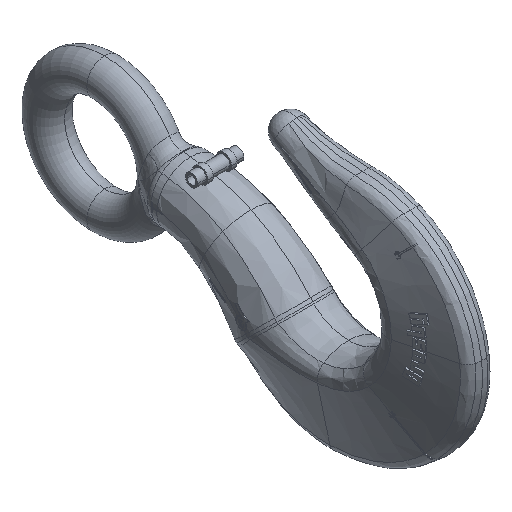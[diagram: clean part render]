
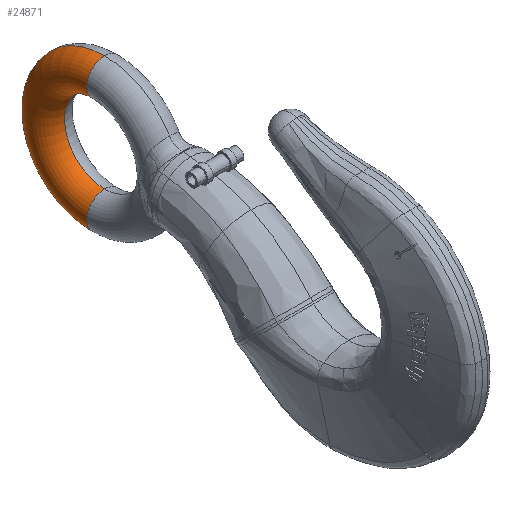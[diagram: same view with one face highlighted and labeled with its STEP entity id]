
A CAD part, isometric view. The second image highlights one B-rep face of the part: STEP entity #24871.
In plain terms, the highlighted toroidal (fillet/blend) face has major radius 104.394 mm and minor radius 32.131 mm.
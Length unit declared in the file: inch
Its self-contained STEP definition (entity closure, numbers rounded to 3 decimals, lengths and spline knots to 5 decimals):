
#6715=CARTESIAN_POINT('',(0.,-2.845,-2.845));
#6716=CARTESIAN_POINT('',(0.,-2.78541,-2.845));
#6717=CARTESIAN_POINT('',(0.,-2.66624,-2.84125));
#6718=CARTESIAN_POINT('',(0.,-2.48819,-2.82442));
#6719=CARTESIAN_POINT('',(0.,-2.31155,-2.79645));
#6720=CARTESIAN_POINT('',(0.,-2.13701,-2.75743));
#6721=CARTESIAN_POINT('',(0.,-1.96527,-2.70754));
#6722=CARTESIAN_POINT('',(0.,-1.797,-2.64696));
#6723=CARTESIAN_POINT('',(0.,-1.63286,-2.57593));
#6724=CARTESIAN_POINT('',(0.,-1.47351,-2.49473));
#6725=CARTESIAN_POINT('',(0.,-1.31957,-2.40369));
#6726=CARTESIAN_POINT('',(0.,-1.17165,-2.30317));
#6727=CARTESIAN_POINT('',(0.,-1.03034,-2.19355));
#6728=CARTESIAN_POINT('',(0.,-0.89618,-2.07528));
#6729=CARTESIAN_POINT('',(0.,-0.76972,-1.94882));
#6730=CARTESIAN_POINT('',(0.,-0.65145,-1.81466));
#6731=CARTESIAN_POINT('',(0.,-0.54183,-1.67335));
#6732=CARTESIAN_POINT('',(0.,-0.44131,-1.52543));
#6733=CARTESIAN_POINT('',(0.,-0.35027,-1.37149));
#6734=CARTESIAN_POINT('',(0.,-0.26907,-1.21214));
#6735=CARTESIAN_POINT('',(0.,-0.19804,-1.048));
#6736=CARTESIAN_POINT('',(0.,-0.13746,-0.87973));
#6737=CARTESIAN_POINT('',(0.,-0.08757,-0.70799));
#6738=CARTESIAN_POINT('',(0.,-0.04855,-0.53345));
#6739=CARTESIAN_POINT('',(0.,-0.02058,-0.35681));
#6740=CARTESIAN_POINT('',(0.,-0.00375,-0.17876));
#6741=CARTESIAN_POINT('',(0.,0.00187,0.));
#6742=CARTESIAN_POINT('',(0.,-0.00375,0.17876));
#6743=CARTESIAN_POINT('',(0.,-0.02058,0.35681));
#6744=CARTESIAN_POINT('',(0.,-0.04855,0.53345));
#6745=CARTESIAN_POINT('',(0.,-0.08757,0.70799));
#6746=CARTESIAN_POINT('',(0.,-0.13746,0.87973));
#6747=CARTESIAN_POINT('',(0.,-0.19804,1.048));
#6748=CARTESIAN_POINT('',(0.,-0.26907,1.21214));
#6749=CARTESIAN_POINT('',(0.,-0.35027,1.37149));
#6750=CARTESIAN_POINT('',(0.,-0.44131,1.52543));
#6751=CARTESIAN_POINT('',(0.,-0.54183,1.67335));
#6752=CARTESIAN_POINT('',(0.,-0.65145,1.81466));
#6753=CARTESIAN_POINT('',(0.,-0.76972,1.94882));
#6754=CARTESIAN_POINT('',(0.,-0.89618,2.07528));
#6755=CARTESIAN_POINT('',(0.,-1.03034,2.19355));
#6756=CARTESIAN_POINT('',(0.,-1.17165,2.30317));
#6757=CARTESIAN_POINT('',(0.,-1.31957,2.40369));
#6758=CARTESIAN_POINT('',(0.,-1.47351,2.49473));
#6759=CARTESIAN_POINT('',(0.,-1.63286,2.57593));
#6760=CARTESIAN_POINT('',(0.,-1.797,2.64696));
#6761=CARTESIAN_POINT('',(0.,-1.96527,2.70754));
#6762=CARTESIAN_POINT('',(0.,-2.13701,2.75743));
#6763=CARTESIAN_POINT('',(0.,-2.31155,2.79645));
#6764=CARTESIAN_POINT('',(0.,-2.48819,2.82442));
#6765=CARTESIAN_POINT('',(0.,-2.66624,2.84125));
#6766=CARTESIAN_POINT('',(0.,-2.78541,2.845));
#6767=CARTESIAN_POINT('',(0.,-2.845,2.845));
#6774=CARTESIAN_POINT('',(0.,-2.845,-4.11));
#6775=DIRECTION('',(0.,1.,0.));
#6776=DIRECTION('',(0.,0.,-1.));
#6777=AXIS2_PLACEMENT_3D('',#6774,#6775,#6776);
#6779=CARTESIAN_POINT('',(0.,-2.845,-5.375));
#6780=CARTESIAN_POINT('',(0.,-2.7496,-5.375));
#6781=CARTESIAN_POINT('',(0.,-2.5588,-5.36992));
#6782=CARTESIAN_POINT('',(0.,-2.2734,-5.34708));
#6783=CARTESIAN_POINT('',(0.,-1.98963,-5.30908));
#6784=CARTESIAN_POINT('',(0.,-1.70828,-5.25603));
#6785=CARTESIAN_POINT('',(0.,-1.43016,-5.18808));
#6786=CARTESIAN_POINT('',(0.,-1.15604,-5.10542));
#6787=CARTESIAN_POINT('',(0.,-0.88671,-5.0083));
#6788=CARTESIAN_POINT('',(0.,-0.62293,-4.89698));
#6789=CARTESIAN_POINT('',(0.,-0.36546,-4.77177));
#6790=CARTESIAN_POINT('',(0.,-0.11501,-4.63304));
#6791=CARTESIAN_POINT('',(0.,0.1277,-4.48118));
#6792=CARTESIAN_POINT('',(0.,0.36199,-4.31661));
#6793=CARTESIAN_POINT('',(0.,0.58718,-4.13981));
#6794=CARTESIAN_POINT('',(0.,0.80265,-3.95128));
#6795=CARTESIAN_POINT('',(0.,1.00778,-3.75154));
#6796=CARTESIAN_POINT('',(0.,1.20198,-3.54117));
#6797=CARTESIAN_POINT('',(0.,1.38471,-3.32076));
#6798=CARTESIAN_POINT('',(0.,1.55546,-3.09094));
#6799=CARTESIAN_POINT('',(0.,1.71373,-2.85236));
#6800=CARTESIAN_POINT('',(0.,1.85907,-2.60569));
#6801=CARTESIAN_POINT('',(0.,1.99109,-2.35164));
#6802=CARTESIAN_POINT('',(0.,2.10939,-2.09092));
#6803=CARTESIAN_POINT('',(0.,2.21365,-1.82427));
#6804=CARTESIAN_POINT('',(0.,2.30358,-1.55245));
#6805=CARTESIAN_POINT('',(0.,2.3789,-1.27623));
#6806=CARTESIAN_POINT('',(0.,2.43942,-0.9964));
#6807=CARTESIAN_POINT('',(0.,2.48496,-0.71374));
#6808=CARTESIAN_POINT('',(0.,2.5154,-0.42905));
#6809=CARTESIAN_POINT('',(0.,2.53063,-0.14315));
#6810=CARTESIAN_POINT('',(0.,2.53063,0.14315));
#6811=CARTESIAN_POINT('',(0.,2.5154,0.42905));
#6812=CARTESIAN_POINT('',(0.,2.48496,0.71374));
#6813=CARTESIAN_POINT('',(0.,2.43942,0.9964));
#6814=CARTESIAN_POINT('',(0.,2.3789,1.27623));
#6815=CARTESIAN_POINT('',(0.,2.30358,1.55245));
#6816=CARTESIAN_POINT('',(0.,2.21365,1.82427));
#6817=CARTESIAN_POINT('',(0.,2.10939,2.09092));
#6818=CARTESIAN_POINT('',(0.,1.99109,2.35164));
#6819=CARTESIAN_POINT('',(0.,1.85907,2.60569));
#6820=CARTESIAN_POINT('',(0.,1.71373,2.85236));
#6821=CARTESIAN_POINT('',(0.,1.55546,3.09094));
#6822=CARTESIAN_POINT('',(0.,1.38471,3.32076));
#6823=CARTESIAN_POINT('',(0.,1.20198,3.54117));
#6824=CARTESIAN_POINT('',(0.,1.00778,3.75154));
#6825=CARTESIAN_POINT('',(0.,0.80265,3.95128));
#6826=CARTESIAN_POINT('',(0.,0.58718,4.13981));
#6827=CARTESIAN_POINT('',(0.,0.36199,4.31661));
#6828=CARTESIAN_POINT('',(0.,0.1277,4.48118));
#6829=CARTESIAN_POINT('',(0.,-0.11501,4.63304));
#6830=CARTESIAN_POINT('',(0.,-0.36546,4.77177));
#6831=CARTESIAN_POINT('',(0.,-0.62293,4.89698));
#6832=CARTESIAN_POINT('',(0.,-0.88671,5.0083));
#6833=CARTESIAN_POINT('',(0.,-1.15604,5.10542));
#6834=CARTESIAN_POINT('',(0.,-1.43016,5.18808));
#6835=CARTESIAN_POINT('',(0.,-1.70828,5.25603));
#6836=CARTESIAN_POINT('',(0.,-1.98963,5.30908));
#6837=CARTESIAN_POINT('',(0.,-2.2734,5.34708));
#6838=CARTESIAN_POINT('',(0.,-2.5588,5.36992));
#6839=CARTESIAN_POINT('',(0.,-2.7496,5.375));
#6840=CARTESIAN_POINT('',(0.,-2.845,5.375));
#6842=CARTESIAN_POINT('',(0.,-2.845,4.11));
#6843=DIRECTION('',(0.,-1.,0.));
#6844=DIRECTION('',(0.,0.,1.));
#6845=AXIS2_PLACEMENT_3D('',#6842,#6843,#6844);
#7559=CARTESIAN_POINT('',(0.,-2.845,2.845));
#7560=CARTESIAN_POINT('',(0.,-2.845,5.375));
#7561=VERTEX_POINT('',#7559);
#7562=VERTEX_POINT('',#7560);
#7563=CARTESIAN_POINT('',(0.,-2.845,-2.845));
#7564=CARTESIAN_POINT('',(0.,-2.845,-5.375));
#7565=VERTEX_POINT('',#7563);
#7566=VERTEX_POINT('',#7564);
#24860=CARTESIAN_POINT('',(0.,-2.845,0.));
#24861=DIRECTION('',(1.,0.,0.));
#24862=DIRECTION('',(0.,0.,1.));
#24863=AXIS2_PLACEMENT_3D('',#24860,#24861,#24862);
#24864=TOROIDAL_SURFACE('',#24863,4.11,1.265);
#24865=ORIENTED_EDGE('',*,*,#20909,.F.);
#24866=ORIENTED_EDGE('',*,*,#24855,.T.);
#24867=ORIENTED_EDGE('',*,*,#20913,.T.);
#24868=ORIENTED_EDGE('',*,*,#24852,.F.);
#24869=EDGE_LOOP('',(#24865,#24866,#24867,#24868));
#24870=FACE_OUTER_BOUND('',#24869,.F.);
#24871=ADVANCED_FACE('',(#24870),#24864,.T.);
#6768=B_SPLINE_CURVE_WITH_KNOTS('',3,(#6715,#6716,#6717,#6718,#6719,#6720,#6721,
#6722,#6723,#6724,#6725,#6726,#6727,#6728,#6729,#6730,#6731,#6732,#6733,#6734,
#6735,#6736,#6737,#6738,#6739,#6740,#6741,#6742,#6743,#6744,#6745,#6746,#6747,
#6748,#6749,#6750,#6751,#6752,#6753,#6754,#6755,#6756,#6757,#6758,#6759,#6760,
#6761,#6762,#6763,#6764,#6765,#6766,#6767),.UNSPECIFIED.,.F.,.F.,(4,1,1,1,1,1,1,
1,1,1,1,1,1,1,1,1,1,1,1,1,1,1,1,1,1,1,1,1,1,1,1,1,1,1,1,1,1,1,1,1,1,1,1,1,1,1,1,
1,1,1,4),(0.,0.02,0.04,0.06,0.08,0.1,0.12,0.14,0.16,0.18,0.2,
0.22,0.24,0.26,0.28,0.3,0.32,0.34,0.36,0.38,0.4,0.42,
0.44,0.46,0.48,0.5,0.52,0.54,0.56,0.58,0.6,0.62,0.64,
0.66,0.68,0.7,0.72,0.74,0.76,0.78,0.8,0.82,0.84,0.86,
0.88,0.9,0.92,0.94,0.96,0.98,1.),.UNSPECIFIED.);
#6778=CIRCLE('',#6777,1.265);
#6841=B_SPLINE_CURVE_WITH_KNOTS('',3,(#6779,#6780,#6781,#6782,#6783,#6784,#6785,
#6786,#6787,#6788,#6789,#6790,#6791,#6792,#6793,#6794,#6795,#6796,#6797,#6798,
#6799,#6800,#6801,#6802,#6803,#6804,#6805,#6806,#6807,#6808,#6809,#6810,#6811,
#6812,#6813,#6814,#6815,#6816,#6817,#6818,#6819,#6820,#6821,#6822,#6823,#6824,
#6825,#6826,#6827,#6828,#6829,#6830,#6831,#6832,#6833,#6834,#6835,#6836,#6837,
#6838,#6839,#6840),.UNSPECIFIED.,.F.,.F.,(4,1,1,1,1,1,1,1,1,1,1,1,1,1,1,1,1,1,1,
1,1,1,1,1,1,1,1,1,1,1,1,1,1,1,1,1,1,1,1,1,1,1,1,1,1,1,1,1,1,1,1,1,1,1,1,1,1,1,1,
4),(0.,0.01695,0.0339,0.05085,
0.0678,0.08475,0.10169,0.11864,
0.13559,0.15254,0.16949,0.18644,
0.20339,0.22034,0.23729,0.25424,
0.27119,0.28814,0.30508,0.32203,
0.33898,0.35593,0.37288,0.38983,
0.40678,0.42373,0.44068,0.45763,
0.47458,0.49153,0.50847,0.52542,
0.54237,0.55932,0.57627,0.59322,
0.61017,0.62712,0.64407,0.66102,
0.67797,0.69492,0.71186,0.72881,
0.74576,0.76271,0.77966,0.79661,
0.81356,0.83051,0.84746,0.86441,
0.88136,0.89831,0.91525,0.9322,
0.94915,0.9661,0.98305,1.),.UNSPECIFIED.);
#6846=CIRCLE('',#6845,1.265);
#20909=EDGE_CURVE('',#7566,#7565,#6778,.T.);
#20913=EDGE_CURVE('',#7562,#7561,#6846,.T.);
#24852=EDGE_CURVE('',#7565,#7561,#6768,.T.);
#24855=EDGE_CURVE('',#7566,#7562,#6841,.T.);
